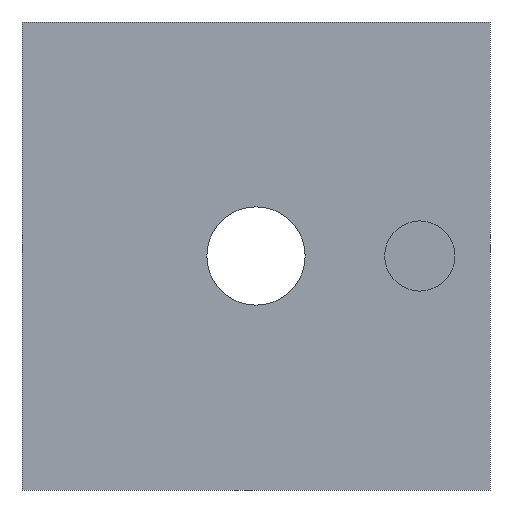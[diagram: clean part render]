
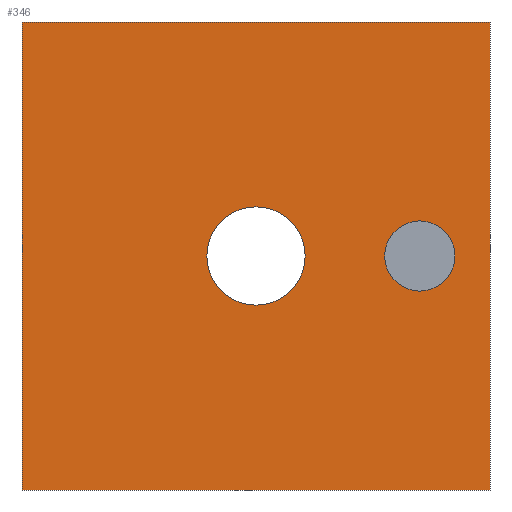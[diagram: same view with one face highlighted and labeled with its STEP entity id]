
A CAD part, front view. The second image highlights one B-rep face of the part: STEP entity #346.
In plain terms, the highlighted planar face has unit normal (0, -1, 0).
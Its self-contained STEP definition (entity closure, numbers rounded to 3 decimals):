
#2 = VERTEX_POINT ( 'NONE', #126 ) ;
#5 = DIRECTION ( 'NONE',  ( 0., 1., 0. ) ) ;
#7 = CARTESIAN_POINT ( 'NONE',  ( 0., -6.4, -2.1 ) ) ;
#10 = AXIS2_PLACEMENT_3D ( 'NONE', #97, #382, #140 ) ;
#14 = DIRECTION ( 'NONE',  ( 0., -1., 0. ) ) ;
#35 = VERTEX_POINT ( 'NONE', #208 ) ;
#37 = CIRCLE ( 'NONE', #477, 1.5 ) ;
#77 = EDGE_CURVE ( 'NONE', #124, #167, #299, .T. ) ;
#82 = ORIENTED_EDGE ( 'NONE', *, *, #77, .T. ) ;
#84 = ORIENTED_EDGE ( 'NONE', *, *, #484, .T. ) ;
#97 = CARTESIAN_POINT ( 'NONE',  ( 0., -6.4, 0. ) ) ;
#100 = EDGE_LOOP ( 'NONE', ( #276, #408 ) ) ;
#105 = CARTESIAN_POINT ( 'NONE',  ( -10., -6.4, 10. ) ) ;
#108 = FACE_BOUND ( 'NONE', #100, .T. ) ;
#110 = VECTOR ( 'NONE', #348, 1000. ) ;
#116 = VERTEX_POINT ( 'NONE', #334 ) ;
#117 = ORIENTED_EDGE ( 'NONE', *, *, #288, .F. ) ;
#124 = VERTEX_POINT ( 'NONE', #202 ) ;
#126 = CARTESIAN_POINT ( 'NONE',  ( -10., -6.4, -10. ) ) ;
#132 = CARTESIAN_POINT ( 'NONE',  ( -10., -6.4, 10. ) ) ;
#133 = EDGE_LOOP ( 'NONE', ( #82, #397 ) ) ;
#138 = CARTESIAN_POINT ( 'NONE',  ( -10., -6.4, 10. ) ) ;
#140 = DIRECTION ( 'NONE',  ( -1., 0., 0. ) ) ;
#164 = VERTEX_POINT ( 'NONE', #258 ) ;
#167 = VERTEX_POINT ( 'NONE', #7 ) ;
#168 = DIRECTION ( 'NONE',  ( 0., 0., -1. ) ) ;
#169 = LINE ( 'NONE', #132, #254 ) ;
#181 = DIRECTION ( 'NONE',  ( -1., 0., 0. ) ) ;
#183 = EDGE_CURVE ( 'NONE', #116, #2, #169, .T. ) ;
#200 = VECTOR ( 'NONE', #259, 1000. ) ;
#202 = CARTESIAN_POINT ( 'NONE',  ( 0., -6.4, 2.1 ) ) ;
#204 = EDGE_CURVE ( 'NONE', #35, #427, #37, .T. ) ;
#208 = CARTESIAN_POINT ( 'NONE',  ( 8.5, -6.4, 0. ) ) ;
#223 = VERTEX_POINT ( 'NONE', #380 ) ;
#226 = ORIENTED_EDGE ( 'NONE', *, *, #266, .F. ) ;
#227 = PLANE ( 'NONE',  #419 ) ;
#230 = DIRECTION ( 'NONE',  ( 0., -1., 0. ) ) ;
#236 = CARTESIAN_POINT ( 'NONE',  ( 5.5, -6.4, 0. ) ) ;
#238 = LINE ( 'NONE', #249, #439 ) ;
#248 = CARTESIAN_POINT ( 'NONE',  ( 0., -6.4, 0. ) ) ;
#249 = CARTESIAN_POINT ( 'NONE',  ( -10., -6.4, -10. ) ) ;
#254 = VECTOR ( 'NONE', #168, 1000. ) ;
#256 = CARTESIAN_POINT ( 'NONE',  ( 7., -6.4, 0. ) ) ;
#258 = CARTESIAN_POINT ( 'NONE',  ( 10., -6.4, -10. ) ) ;
#259 = DIRECTION ( 'NONE',  ( 1., 0., 0. ) ) ;
#266 = EDGE_CURVE ( 'NONE', #116, #223, #311, .T. ) ;
#275 = EDGE_CURVE ( 'NONE', #167, #124, #324, .T. ) ;
#276 = ORIENTED_EDGE ( 'NONE', *, *, #204, .F. ) ;
#288 = EDGE_CURVE ( 'NONE', #223, #164, #503, .T. ) ;
#294 = DIRECTION ( 'NONE',  ( 1., 0., 0. ) ) ;
#299 = CIRCLE ( 'NONE', #430, 2.1 ) ;
#311 = LINE ( 'NONE', #138, #200 ) ;
#320 = FACE_OUTER_BOUND ( 'NONE', #407, .T. ) ;
#324 = CIRCLE ( 'NONE', #10, 2.1 ) ;
#334 = CARTESIAN_POINT ( 'NONE',  ( -10., -6.4, 10. ) ) ;
#336 = DIRECTION ( 'NONE',  ( 1., 0., 0. ) ) ;
#346 = ADVANCED_FACE ( 'NONE', ( #108, #432, #320 ), #227, .F. ) ;
#348 = DIRECTION ( 'NONE',  ( 0., 0., -1. ) ) ;
#380 = CARTESIAN_POINT ( 'NONE',  ( 10., -6.4, 10. ) ) ;
#382 = DIRECTION ( 'NONE',  ( 0., 1., 0. ) ) ;
#384 = EDGE_CURVE ( 'NONE', #427, #35, #513, .T. ) ;
#395 = ORIENTED_EDGE ( 'NONE', *, *, #183, .T. ) ;
#397 = ORIENTED_EDGE ( 'NONE', *, *, #275, .T. ) ;
#407 = EDGE_LOOP ( 'NONE', ( #84, #117, #226, #395 ) ) ;
#408 = ORIENTED_EDGE ( 'NONE', *, *, #384, .F. ) ;
#412 = DIRECTION ( 'NONE',  ( -1., 0., 0. ) ) ;
#419 = AXIS2_PLACEMENT_3D ( 'NONE', #105, #429, #181 ) ;
#427 = VERTEX_POINT ( 'NONE', #236 ) ;
#429 = DIRECTION ( 'NONE',  ( 0., 1., 0. ) ) ;
#430 = AXIS2_PLACEMENT_3D ( 'NONE', #248, #5, #412 ) ;
#432 = FACE_BOUND ( 'NONE', #133, .T. ) ;
#439 = VECTOR ( 'NONE', #336, 1000. ) ;
#446 = AXIS2_PLACEMENT_3D ( 'NONE', #471, #230, #499 ) ;
#463 = CARTESIAN_POINT ( 'NONE',  ( 10., -6.4, 10. ) ) ;
#471 = CARTESIAN_POINT ( 'NONE',  ( 7., -6.4, 0. ) ) ;
#477 = AXIS2_PLACEMENT_3D ( 'NONE', #256, #14, #294 ) ;
#484 = EDGE_CURVE ( 'NONE', #2, #164, #238, .T. ) ;
#499 = DIRECTION ( 'NONE',  ( 1., 0., 0. ) ) ;
#503 = LINE ( 'NONE', #463, #110 ) ;
#513 = CIRCLE ( 'NONE', #446, 1.5 ) ;
